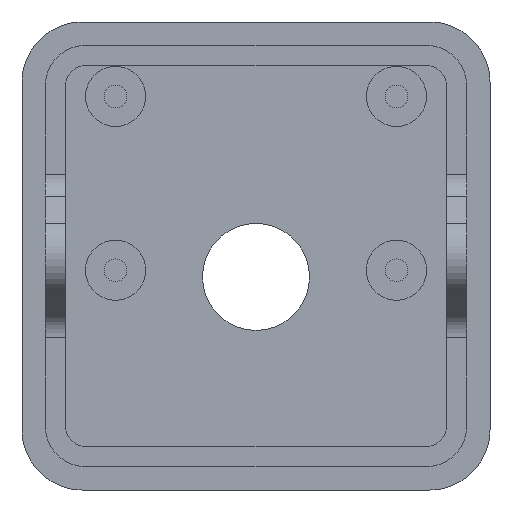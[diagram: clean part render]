
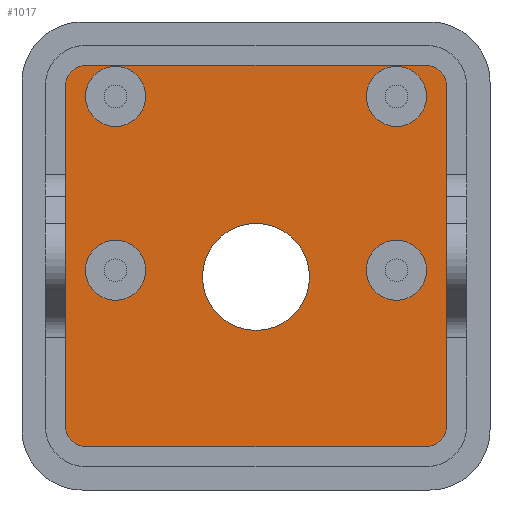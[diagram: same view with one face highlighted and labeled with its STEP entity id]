
A CAD part, front view. The second image highlights one B-rep face of the part: STEP entity #1017.
In plain terms, the highlighted planar face has unit normal (0, -1, 0).
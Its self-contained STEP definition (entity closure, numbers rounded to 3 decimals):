
#25=FACE_BOUND('',#185,.T.);
#26=FACE_BOUND('',#186,.T.);
#27=FACE_BOUND('',#187,.T.);
#28=FACE_BOUND('',#188,.T.);
#29=FACE_BOUND('',#189,.T.);
#58=PLANE('',#1156);
#116=FACE_OUTER_BOUND('',#184,.T.);
#184=EDGE_LOOP('',(#918,#919,#920,#921,#922,#923,#924,#925));
#185=EDGE_LOOP('',(#926));
#186=EDGE_LOOP('',(#927));
#187=EDGE_LOOP('',(#928));
#188=EDGE_LOOP('',(#929));
#189=EDGE_LOOP('',(#930));
#249=LINE('',#1702,#332);
#252=LINE('',#1710,#335);
#256=LINE('',#1719,#339);
#258=LINE('',#1726,#341);
#332=VECTOR('',#1394,10.);
#335=VECTOR('',#1403,10.);
#339=VECTOR('',#1413,10.);
#341=VECTOR('',#1421,10.);
#380=CIRCLE('',#1082,4.);
#391=CIRCLE('',#1102,2.25);
#393=CIRCLE('',#1106,2.25);
#395=CIRCLE('',#1110,2.25);
#397=CIRCLE('',#1114,2.25);
#406=CIRCLE('',#1130,1.5);
#407=CIRCLE('',#1133,1.5);
#408=CIRCLE('',#1136,1.5);
#409=CIRCLE('',#1139,1.5);
#462=VERTEX_POINT('',#1604);
#473=VERTEX_POINT('',#1640);
#475=VERTEX_POINT('',#1647);
#477=VERTEX_POINT('',#1654);
#479=VERTEX_POINT('',#1661);
#492=VERTEX_POINT('',#1699);
#493=VERTEX_POINT('',#1701);
#494=VERTEX_POINT('',#1705);
#495=VERTEX_POINT('',#1709);
#496=VERTEX_POINT('',#1713);
#497=VERTEX_POINT('',#1717);
#498=VERTEX_POINT('',#1721);
#499=VERTEX_POINT('',#1725);
#572=EDGE_CURVE('',#462,#462,#380,.T.);
#589=EDGE_CURVE('',#473,#473,#391,.T.);
#592=EDGE_CURVE('',#475,#475,#393,.T.);
#595=EDGE_CURVE('',#477,#477,#395,.T.);
#598=EDGE_CURVE('',#479,#479,#397,.T.);
#617=EDGE_CURVE('',#493,#492,#249,.T.);
#619=EDGE_CURVE('',#492,#494,#406,.T.);
#621=EDGE_CURVE('',#494,#495,#252,.T.);
#623=EDGE_CURVE('',#495,#496,#407,.T.);
#626=EDGE_CURVE('',#496,#497,#256,.T.);
#627=EDGE_CURVE('',#497,#498,#408,.T.);
#629=EDGE_CURVE('',#498,#499,#258,.T.);
#631=EDGE_CURVE('',#499,#493,#409,.T.);
#918=ORIENTED_EDGE('',*,*,#617,.T.);
#919=ORIENTED_EDGE('',*,*,#619,.T.);
#920=ORIENTED_EDGE('',*,*,#621,.T.);
#921=ORIENTED_EDGE('',*,*,#623,.T.);
#922=ORIENTED_EDGE('',*,*,#626,.T.);
#923=ORIENTED_EDGE('',*,*,#627,.T.);
#924=ORIENTED_EDGE('',*,*,#629,.T.);
#925=ORIENTED_EDGE('',*,*,#631,.T.);
#926=ORIENTED_EDGE('',*,*,#572,.T.);
#927=ORIENTED_EDGE('',*,*,#589,.T.);
#928=ORIENTED_EDGE('',*,*,#592,.T.);
#929=ORIENTED_EDGE('',*,*,#595,.T.);
#930=ORIENTED_EDGE('',*,*,#598,.T.);
#1017=ADVANCED_FACE('',(#116,#25,#26,#27,#28,#29),#58,.F.);
#1082=AXIS2_PLACEMENT_3D('',#1605,#1281,#1282);
#1102=AXIS2_PLACEMENT_3D('',#1642,#1327,#1328);
#1106=AXIS2_PLACEMENT_3D('',#1649,#1336,#1337);
#1110=AXIS2_PLACEMENT_3D('',#1656,#1345,#1346);
#1114=AXIS2_PLACEMENT_3D('',#1663,#1354,#1355);
#1130=AXIS2_PLACEMENT_3D('',#1706,#1398,#1399);
#1133=AXIS2_PLACEMENT_3D('',#1714,#1407,#1408);
#1136=AXIS2_PLACEMENT_3D('',#1722,#1416,#1417);
#1139=AXIS2_PLACEMENT_3D('',#1729,#1425,#1426);
#1156=AXIS2_PLACEMENT_3D('',#1767,#1472,#1473);
#1281=DIRECTION('center_axis',(0.,1.,0.));
#1282=DIRECTION('ref_axis',(1.,0.,0.));
#1327=DIRECTION('center_axis',(0.,1.,0.));
#1328=DIRECTION('ref_axis',(1.,0.,0.));
#1336=DIRECTION('center_axis',(0.,1.,0.));
#1337=DIRECTION('ref_axis',(1.,0.,0.));
#1345=DIRECTION('center_axis',(0.,1.,0.));
#1346=DIRECTION('ref_axis',(1.,0.,0.));
#1354=DIRECTION('center_axis',(0.,1.,0.));
#1355=DIRECTION('ref_axis',(1.,0.,0.));
#1394=DIRECTION('',(0.,0.,1.));
#1398=DIRECTION('center_axis',(0.,-1.,0.));
#1399=DIRECTION('ref_axis',(0.,0.,-1.));
#1403=DIRECTION('',(-1.,0.,0.));
#1407=DIRECTION('center_axis',(0.,-1.,0.));
#1408=DIRECTION('ref_axis',(1.,0.,0.));
#1413=DIRECTION('',(0.,0.,-1.));
#1416=DIRECTION('center_axis',(0.,-1.,0.));
#1417=DIRECTION('ref_axis',(0.,0.,1.));
#1421=DIRECTION('',(1.,0.,0.));
#1425=DIRECTION('center_axis',(0.,-1.,0.));
#1426=DIRECTION('ref_axis',(-1.,0.,0.));
#1472=DIRECTION('center_axis',(0.,1.,0.));
#1473=DIRECTION('ref_axis',(0.,0.,1.));
#1604=CARTESIAN_POINT('',(-4.,0.,-1.563));
#1605=CARTESIAN_POINT('Origin',(0.,0.,-1.563));
#1640=CARTESIAN_POINT('',(-12.75,0.,11.938));
#1642=CARTESIAN_POINT('Origin',(-10.5,0.,11.938));
#1647=CARTESIAN_POINT('',(8.25,0.,11.938));
#1649=CARTESIAN_POINT('Origin',(10.5,0.,11.938));
#1654=CARTESIAN_POINT('',(-12.75,0.,-1.063));
#1656=CARTESIAN_POINT('Origin',(-10.5,0.,-1.063));
#1661=CARTESIAN_POINT('',(8.25,0.,-1.063));
#1663=CARTESIAN_POINT('Origin',(10.5,0.,-1.063));
#1699=CARTESIAN_POINT('',(14.25,0.,12.75));
#1701=CARTESIAN_POINT('',(14.25,0.,-12.75));
#1702=CARTESIAN_POINT('',(14.25,0.,6.375));
#1705=CARTESIAN_POINT('',(12.75,0.,14.25));
#1706=CARTESIAN_POINT('Origin',(12.75,0.,12.75));
#1709=CARTESIAN_POINT('',(-12.75,0.,14.25));
#1710=CARTESIAN_POINT('',(-6.375,0.,14.25));
#1713=CARTESIAN_POINT('',(-14.25,0.,12.75));
#1714=CARTESIAN_POINT('Origin',(-12.75,0.,12.75));
#1717=CARTESIAN_POINT('',(-14.25,0.,-12.75));
#1719=CARTESIAN_POINT('',(-14.25,0.,-6.375));
#1721=CARTESIAN_POINT('',(-12.75,0.,-14.25));
#1722=CARTESIAN_POINT('Origin',(-12.75,0.,-12.75));
#1725=CARTESIAN_POINT('',(12.75,0.,-14.25));
#1726=CARTESIAN_POINT('',(6.375,0.,-14.25));
#1729=CARTESIAN_POINT('Origin',(12.75,0.,-12.75));
#1767=CARTESIAN_POINT('Origin',(0.,0.,0.));
